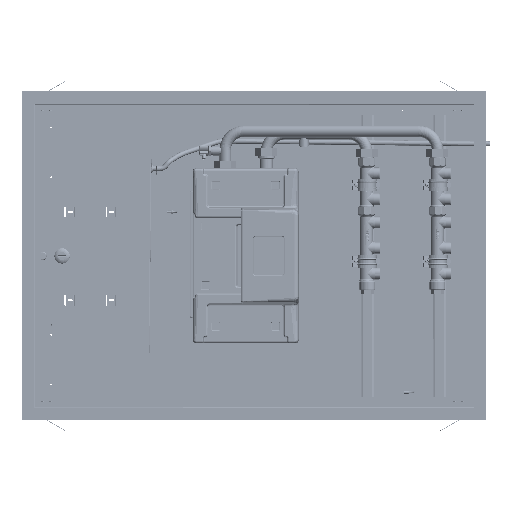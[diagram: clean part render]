
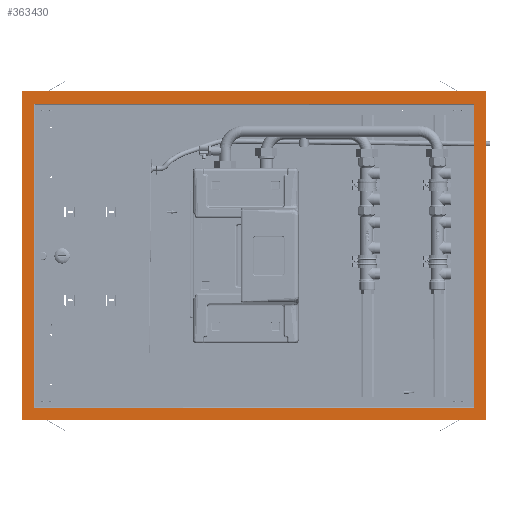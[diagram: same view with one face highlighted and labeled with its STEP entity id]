
A CAD part, top view. The second image highlights one B-rep face of the part: STEP entity #363430.
In plain terms, the highlighted planar face has unit normal (0, 0, 1).
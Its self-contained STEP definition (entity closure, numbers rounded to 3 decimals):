
#363109=CARTESIAN_POINT('Vertex',(-289.,-143.,140.2)) ;
#363123=CARTESIAN_POINT('Vertex',(614.,-143.,140.2)) ;
#363126=CARTESIAN_POINT('Line Origine',(162.5,-143.,140.2)) ;
#363149=CARTESIAN_POINT('Vertex',(-289.,497.,140.2)) ;
#363157=CARTESIAN_POINT('Line Origine',(-289.,177.,140.2)) ;
#363185=CARTESIAN_POINT('Vertex',(614.,497.,140.2)) ;
#363188=CARTESIAN_POINT('Line Origine',(614.,177.,140.2)) ;
#363210=CARTESIAN_POINT('Line Origine',(162.5,497.,140.2)) ;
#363385=CARTESIAN_POINT('Axis2P3D Location',(162.5,177.,140.2)) ;
#363396=CARTESIAN_POINT('Line Origine',(590.,177.,140.2)) ;
#363400=CARTESIAN_POINT('Vertex',(590.,473.,140.2)) ;
#363402=CARTESIAN_POINT('Vertex',(590.,-119.,140.2)) ;
#363405=CARTESIAN_POINT('Line Origine',(162.5,-119.,140.2)) ;
#363409=CARTESIAN_POINT('Vertex',(-265.,-119.,140.2)) ;
#363412=CARTESIAN_POINT('Line Origine',(-265.,177.,140.2)) ;
#363416=CARTESIAN_POINT('Vertex',(-265.,473.,140.2)) ;
#363419=CARTESIAN_POINT('Line Origine',(162.5,473.,140.2)) ;
#363128=VECTOR('Line Direction',#363127,1.) ;
#363159=VECTOR('Line Direction',#363158,1.) ;
#363190=VECTOR('Line Direction',#363189,1.) ;
#363212=VECTOR('Line Direction',#363211,1.) ;
#363398=VECTOR('Line Direction',#363397,1.) ;
#363407=VECTOR('Line Direction',#363406,1.) ;
#363414=VECTOR('Line Direction',#363413,1.) ;
#363421=VECTOR('Line Direction',#363420,1.) ;
#363127=DIRECTION('Vector Direction',(1.,0.,0.)) ;
#363158=DIRECTION('Vector Direction',(0.,1.,0.)) ;
#363189=DIRECTION('Vector Direction',(0.,1.,0.)) ;
#363211=DIRECTION('Vector Direction',(-1.,0.,0.)) ;
#363386=DIRECTION('Axis2P3D Direction',(0.,-0.,1.)) ;
#363387=DIRECTION('Axis2P3D XDirection',(0.,1.,0.)) ;
#363397=DIRECTION('Vector Direction',(0.,-1.,0.)) ;
#363406=DIRECTION('Vector Direction',(1.,0.,0.)) ;
#363413=DIRECTION('Vector Direction',(0.,1.,0.)) ;
#363420=DIRECTION('Vector Direction',(-1.,0.,0.)) ;
#363388=AXIS2_PLACEMENT_3D('Plane Axis2P3D',#363385,#363386,#363387) ;
#363129=LINE('Line',#363126,#363128) ;
#363160=LINE('Line',#363157,#363159) ;
#363191=LINE('Line',#363188,#363190) ;
#363213=LINE('Line',#363210,#363212) ;
#363399=LINE('Line',#363396,#363398) ;
#363408=LINE('Line',#363405,#363407) ;
#363415=LINE('Line',#363412,#363414) ;
#363422=LINE('Line',#363419,#363421) ;
#363389=PLANE('',#363388) ;
#363429=FACE_BOUND('',#363424,.T.) ;
#363130=EDGE_CURVE('',#363110,#363124,#363129,.T.) ;
#363161=EDGE_CURVE('',#363150,#363110,#363160,.F.) ;
#363192=EDGE_CURVE('',#363124,#363186,#363191,.T.) ;
#363214=EDGE_CURVE('',#363186,#363150,#363213,.T.) ;
#363404=EDGE_CURVE('',#363401,#363403,#363399,.T.) ;
#363411=EDGE_CURVE('',#363403,#363410,#363408,.F.) ;
#363418=EDGE_CURVE('',#363410,#363417,#363415,.T.) ;
#363423=EDGE_CURVE('',#363417,#363401,#363422,.F.) ;
#363391=ORIENTED_EDGE('',*,*,#363161,.T.) ;
#363392=ORIENTED_EDGE('',*,*,#363130,.T.) ;
#363393=ORIENTED_EDGE('',*,*,#363192,.T.) ;
#363394=ORIENTED_EDGE('',*,*,#363214,.T.) ;
#363425=ORIENTED_EDGE('',*,*,#363404,.T.) ;
#363426=ORIENTED_EDGE('',*,*,#363411,.T.) ;
#363427=ORIENTED_EDGE('',*,*,#363418,.T.) ;
#363428=ORIENTED_EDGE('',*,*,#363423,.T.) ;
#363390=EDGE_LOOP('',(#363391,#363392,#363393,#363394)) ;
#363424=EDGE_LOOP('',(#363425,#363426,#363427,#363428)) ;
#363110=VERTEX_POINT('',#363109) ;
#363124=VERTEX_POINT('',#363123) ;
#363150=VERTEX_POINT('',#363149) ;
#363186=VERTEX_POINT('',#363185) ;
#363401=VERTEX_POINT('',#363400) ;
#363403=VERTEX_POINT('',#363402) ;
#363410=VERTEX_POINT('',#363409) ;
#363417=VERTEX_POINT('',#363416) ;
#363430=ADVANCED_FACE('PartBody',(#363395,#363429),#363389,.T.) ;
#363395=FACE_OUTER_BOUND('',#363390,.T.) ;
